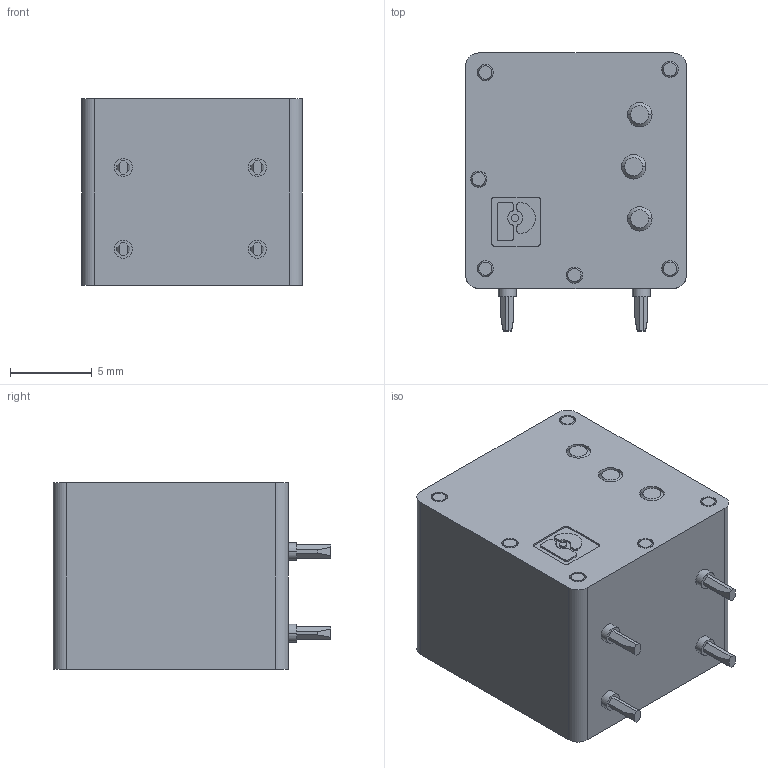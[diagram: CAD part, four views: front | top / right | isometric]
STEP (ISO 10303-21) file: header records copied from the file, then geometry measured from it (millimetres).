
FILE_DESCRIPTION(('SolidDesigner STEP Export'),'2;1');
FILE_NAME('spt_2.5-2_v_5.0.stp','2006-06-07T 7:49:44',(''),(''),'OneSpace Designer STEP processor for AP214 (Solid Model)','OneSpace Designer 13.01 05-Feb-2005 (C) CoCreate Software GmbH','');
FILE_SCHEMA(('AUTOMOTIVE_DESIGN { 1 0 10303 214 1 1 1 1 }'));
Length unit declared in the file: millimetre
Products named in the file (2): spt_2.5-2_v_5.0
Assembly tree (1 placements, depth 2):
  spt_2.5-2_v_5.0
    spt_2.5-2_v_5.0
Bounding box: 13.5 x 17 x 11.4 mm (x, y, z)
Volume: 2073.8 mm3; surface area: 1232.6 mm2
Topology: 1 solids, 1 shells, 233 faces, 568 edges, 373 vertices
Faces by surface type: plane 115, cylinder 74, cone 40, torus 4
Entity records: 8293 total; most frequent: CARTESIAN_POINT 1321, ORIENTED_EDGE 1136, DIRECTION 945, EDGE_CURVE 568, VERTEX_POINT 373, AXIS2_PLACEMENT_3D 317, VECTOR 311, LINE 311
